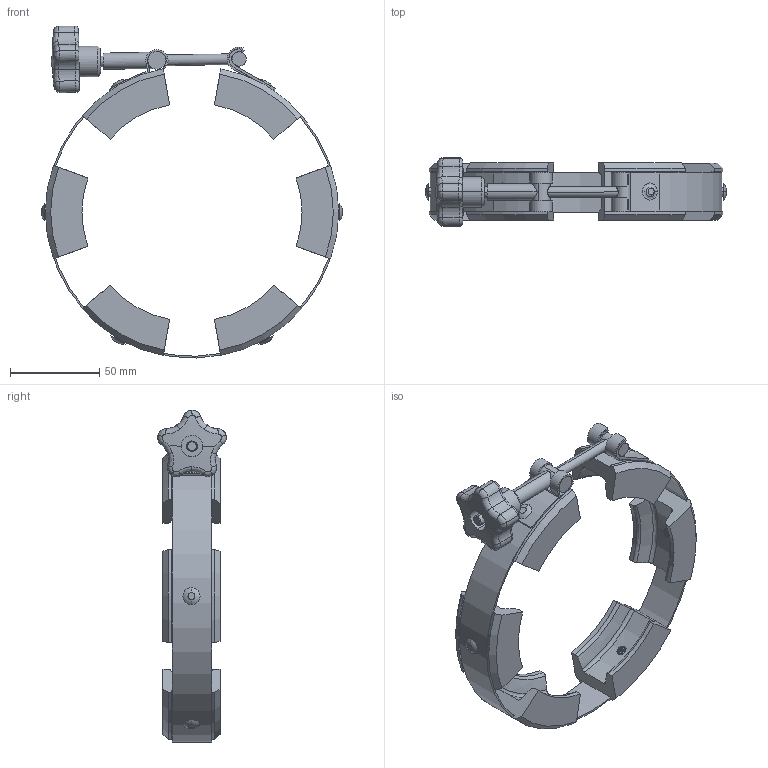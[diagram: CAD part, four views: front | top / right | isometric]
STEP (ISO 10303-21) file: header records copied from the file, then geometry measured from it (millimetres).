
FILE_DESCRIPTION( (''), '2;1');
FILE_NAME ('CAD714.876.VP1100B_28432.stp','2016-05-26T09:30:30',(''),(''),'spGate 11.3.9','spGate','');
FILE_SCHEMA (('AUTOMOTIVE_DESIGN'));
Length unit declared in the file: millimetre
Products named in the file (9): Assembly; 品番2; 品番1; 品番5; 品番3; 品番4; 品番7; 品番6
Assembly tree (18 placements, depth 2):
  Assembly
    品番2
    品番1  x6
    品番5
    品番3
    品番4
    品番7
    品番6  x6
    (unnamed)
Bounding box: 168.05 x 38.53 x 185.78 mm (x, y, z)
Volume: 145394.5 mm3; surface area: 76169.2 mm2
Topology: 17 solids, 17 shells, 365 faces, 908 edges, 573 vertices
Faces by surface type: cylinder 121, bspline 116, plane 102, sphere 26
Entity records: 13552 total; most frequent: CARTESIAN_POINT 5170, ORIENTED_EDGE 972, DIRECTION 827, COLOUR_RGB 688, PRESENTATION_STYLE_ASSIGNMENT 688, STYLED_ITEM 688, EDGE_CURVE 486, DRAUGHTING_PRE_DEFINED_CURVE_FONT 486
